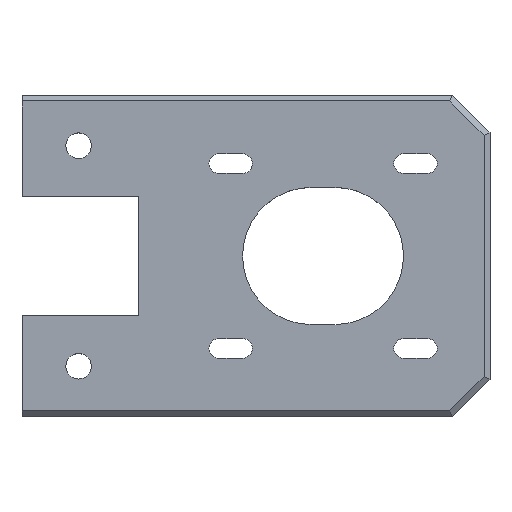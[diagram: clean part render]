
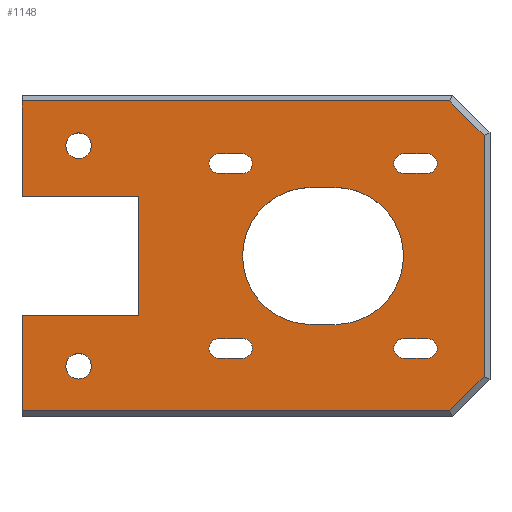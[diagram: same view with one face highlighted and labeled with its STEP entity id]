
A CAD part, top view. The second image highlights one B-rep face of the part: STEP entity #1148.
In plain terms, the highlighted planar face has unit normal (0, 0, 1).
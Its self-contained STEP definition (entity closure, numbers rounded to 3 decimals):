
#46=LINE('',#1627,#175);
#49=LINE('',#1633,#178);
#60=LINE('',#1657,#189);
#63=LINE('',#1663,#192);
#82=LINE('',#1698,#211);
#88=LINE('',#1709,#217);
#92=LINE('',#1721,#221);
#96=LINE('',#1733,#225);
#100=LINE('',#1745,#229);
#104=LINE('',#1757,#233);
#108=LINE('',#1769,#237);
#112=LINE('',#1781,#241);
#116=LINE('',#1793,#245);
#120=LINE('',#1805,#249);
#124=LINE('',#1817,#253);
#141=LINE('',#1857,#270);
#142=LINE('',#1859,#271);
#143=LINE('',#1861,#272);
#144=LINE('',#1863,#273);
#145=LINE('',#1865,#274);
#175=VECTOR('',#1305,1000.);
#178=VECTOR('',#1310,1000.);
#189=VECTOR('',#1327,1000.);
#192=VECTOR('',#1332,1000.);
#211=VECTOR('',#1357,1000.);
#217=VECTOR('',#1367,1000.);
#221=VECTOR('',#1379,1000.);
#225=VECTOR('',#1391,1000.);
#229=VECTOR('',#1403,1000.);
#233=VECTOR('',#1415,1000.);
#237=VECTOR('',#1427,1000.);
#241=VECTOR('',#1439,1000.);
#245=VECTOR('',#1451,1000.);
#249=VECTOR('',#1463,1000.);
#253=VECTOR('',#1475,1000.);
#270=VECTOR('',#1516,1000.);
#271=VECTOR('',#1517,1000.);
#272=VECTOR('',#1518,1000.);
#273=VECTOR('',#1519,1000.);
#274=VECTOR('',#1520,1000.);
#492=ORIENTED_EDGE('',*,*,#741,.F.);
#493=ORIENTED_EDGE('',*,*,#742,.F.);
#494=ORIENTED_EDGE('',*,*,#662,.F.);
#495=ORIENTED_EDGE('',*,*,#743,.T.);
#496=ORIENTED_EDGE('',*,*,#744,.T.);
#497=ORIENTED_EDGE('',*,*,#745,.T.);
#498=ORIENTED_EDGE('',*,*,#746,.T.);
#499=ORIENTED_EDGE('',*,*,#747,.T.);
#500=ORIENTED_EDGE('',*,*,#643,.F.);
#501=ORIENTED_EDGE('',*,*,#640,.F.);
#502=ORIENTED_EDGE('',*,*,#627,.F.);
#503=ORIENTED_EDGE('',*,*,#624,.F.);
#504=ORIENTED_EDGE('',*,*,#713,.F.);
#505=ORIENTED_EDGE('',*,*,#710,.F.);
#506=ORIENTED_EDGE('',*,*,#707,.F.);
#507=ORIENTED_EDGE('',*,*,#704,.F.);
#508=ORIENTED_EDGE('',*,*,#671,.F.);
#509=ORIENTED_EDGE('',*,*,#668,.F.);
#510=ORIENTED_EDGE('',*,*,#677,.F.);
#511=ORIENTED_EDGE('',*,*,#674,.F.);
#512=ORIENTED_EDGE('',*,*,#725,.F.);
#513=ORIENTED_EDGE('',*,*,#722,.F.);
#514=ORIENTED_EDGE('',*,*,#719,.F.);
#515=ORIENTED_EDGE('',*,*,#716,.F.);
#516=ORIENTED_EDGE('',*,*,#689,.F.);
#517=ORIENTED_EDGE('',*,*,#686,.F.);
#518=ORIENTED_EDGE('',*,*,#683,.F.);
#519=ORIENTED_EDGE('',*,*,#680,.F.);
#520=ORIENTED_EDGE('',*,*,#701,.F.);
#521=ORIENTED_EDGE('',*,*,#698,.F.);
#522=ORIENTED_EDGE('',*,*,#695,.F.);
#523=ORIENTED_EDGE('',*,*,#692,.F.);
#624=EDGE_CURVE('',#783,#784,#46,.T.);
#627=EDGE_CURVE('',#784,#786,#49,.T.);
#640=EDGE_CURVE('',#786,#796,#60,.T.);
#643=EDGE_CURVE('',#796,#798,#63,.T.);
#662=EDGE_CURVE('',#810,#783,#82,.T.);
#668=EDGE_CURVE('',#813,#814,#88,.T.);
#671=EDGE_CURVE('',#814,#816,#876,.T.);
#674=EDGE_CURVE('',#816,#818,#92,.T.);
#677=EDGE_CURVE('',#818,#813,#878,.T.);
#680=EDGE_CURVE('',#821,#822,#96,.T.);
#683=EDGE_CURVE('',#822,#824,#880,.T.);
#686=EDGE_CURVE('',#824,#826,#100,.T.);
#689=EDGE_CURVE('',#826,#821,#882,.T.);
#692=EDGE_CURVE('',#829,#830,#104,.T.);
#695=EDGE_CURVE('',#830,#832,#884,.T.);
#698=EDGE_CURVE('',#832,#834,#108,.T.);
#701=EDGE_CURVE('',#834,#829,#886,.T.);
#704=EDGE_CURVE('',#837,#838,#112,.T.);
#707=EDGE_CURVE('',#838,#840,#888,.T.);
#710=EDGE_CURVE('',#840,#842,#116,.T.);
#713=EDGE_CURVE('',#842,#837,#890,.T.);
#716=EDGE_CURVE('',#845,#846,#120,.T.);
#719=EDGE_CURVE('',#846,#848,#892,.T.);
#722=EDGE_CURVE('',#848,#850,#124,.T.);
#725=EDGE_CURVE('',#850,#845,#894,.T.);
#741=EDGE_CURVE('',#859,#859,#895,.T.);
#742=EDGE_CURVE('',#860,#860,#896,.T.);
#743=EDGE_CURVE('',#810,#861,#141,.T.);
#744=EDGE_CURVE('',#861,#862,#142,.T.);
#745=EDGE_CURVE('',#862,#863,#143,.T.);
#746=EDGE_CURVE('',#863,#864,#144,.T.);
#747=EDGE_CURVE('',#864,#798,#145,.T.);
#783=VERTEX_POINT('',#1626);
#784=VERTEX_POINT('',#1628);
#786=VERTEX_POINT('',#1634);
#796=VERTEX_POINT('',#1658);
#798=VERTEX_POINT('',#1664);
#810=VERTEX_POINT('',#1697);
#813=VERTEX_POINT('',#1708);
#814=VERTEX_POINT('',#1710);
#816=VERTEX_POINT('',#1716);
#818=VERTEX_POINT('',#1722);
#821=VERTEX_POINT('',#1732);
#822=VERTEX_POINT('',#1734);
#824=VERTEX_POINT('',#1740);
#826=VERTEX_POINT('',#1746);
#829=VERTEX_POINT('',#1756);
#830=VERTEX_POINT('',#1758);
#832=VERTEX_POINT('',#1764);
#834=VERTEX_POINT('',#1770);
#837=VERTEX_POINT('',#1780);
#838=VERTEX_POINT('',#1782);
#840=VERTEX_POINT('',#1788);
#842=VERTEX_POINT('',#1794);
#845=VERTEX_POINT('',#1804);
#846=VERTEX_POINT('',#1806);
#848=VERTEX_POINT('',#1812);
#850=VERTEX_POINT('',#1818);
#859=VERTEX_POINT('',#1854);
#860=VERTEX_POINT('',#1856);
#861=VERTEX_POINT('',#1858);
#862=VERTEX_POINT('',#1860);
#863=VERTEX_POINT('',#1862);
#864=VERTEX_POINT('',#1864);
#876=CIRCLE('',#1201,1.65);
#878=CIRCLE('',#1205,1.65);
#880=CIRCLE('',#1209,1.65);
#882=CIRCLE('',#1213,1.65);
#884=CIRCLE('',#1217,1.65);
#886=CIRCLE('',#1221,1.65);
#888=CIRCLE('',#1225,1.65);
#890=CIRCLE('',#1229,1.65);
#892=CIRCLE('',#1233,11.5);
#894=CIRCLE('',#1237,11.5);
#895=CIRCLE('',#1245,2.15);
#896=CIRCLE('',#1246,2.15);
#948=EDGE_LOOP('',(#492));
#949=EDGE_LOOP('',(#493));
#950=EDGE_LOOP('',(#494,#495,#496,#497,#498,#499,#500,#501,#502,#503));
#951=EDGE_LOOP('',(#504,#505,#506,#507));
#952=EDGE_LOOP('',(#508,#509,#510,#511));
#953=EDGE_LOOP('',(#512,#513,#514,#515));
#954=EDGE_LOOP('',(#516,#517,#518,#519));
#955=EDGE_LOOP('',(#520,#521,#522,#523));
#1031=FACE_BOUND('',#948,.T.);
#1032=FACE_BOUND('',#949,.T.);
#1033=FACE_BOUND('',#950,.T.);
#1034=FACE_BOUND('',#951,.T.);
#1035=FACE_BOUND('',#952,.T.);
#1036=FACE_BOUND('',#953,.T.);
#1037=FACE_BOUND('',#954,.T.);
#1038=FACE_BOUND('',#955,.T.);
#1095=PLANE('',#1244);
#1148=ADVANCED_FACE('',(#1031,#1032,#1033,#1034,#1035,#1036,#1037,#1038),
#1095,.T.);
#1201=AXIS2_PLACEMENT_3D('',#1715,#1373,#1374);
#1205=AXIS2_PLACEMENT_3D('',#1726,#1385,#1386);
#1209=AXIS2_PLACEMENT_3D('',#1739,#1397,#1398);
#1213=AXIS2_PLACEMENT_3D('',#1750,#1409,#1410);
#1217=AXIS2_PLACEMENT_3D('',#1763,#1421,#1422);
#1221=AXIS2_PLACEMENT_3D('',#1774,#1433,#1434);
#1225=AXIS2_PLACEMENT_3D('',#1787,#1445,#1446);
#1229=AXIS2_PLACEMENT_3D('',#1798,#1457,#1458);
#1233=AXIS2_PLACEMENT_3D('',#1811,#1469,#1470);
#1237=AXIS2_PLACEMENT_3D('',#1822,#1481,#1482);
#1244=AXIS2_PLACEMENT_3D('',#1852,#1510,#1511);
#1245=AXIS2_PLACEMENT_3D('',#1853,#1512,#1513);
#1246=AXIS2_PLACEMENT_3D('',#1855,#1514,#1515);
#1305=DIRECTION('',(1.,0.,0.));
#1310=DIRECTION('',(0.,1.,0.));
#1327=DIRECTION('',(-1.,0.,0.));
#1332=DIRECTION('',(0.,1.,0.));
#1357=DIRECTION('',(0.,1.,0.));
#1367=DIRECTION('',(-1.,0.,0.));
#1373=DIRECTION('',(0.,0.,1.));
#1374=DIRECTION('',(0.,-1.,0.));
#1379=DIRECTION('',(1.,0.,0.));
#1385=DIRECTION('',(0.,0.,1.));
#1386=DIRECTION('',(0.,1.,0.));
#1391=DIRECTION('',(1.,0.,0.));
#1397=DIRECTION('',(0.,0.,1.));
#1398=DIRECTION('',(0.,1.,0.));
#1403=DIRECTION('',(-1.,0.,0.));
#1409=DIRECTION('',(0.,0.,1.));
#1410=DIRECTION('',(0.,-1.,0.));
#1415=DIRECTION('',(1.,0.,0.));
#1421=DIRECTION('',(0.,0.,1.));
#1422=DIRECTION('',(0.,1.,0.));
#1427=DIRECTION('',(-1.,0.,0.));
#1433=DIRECTION('',(0.,0.,1.));
#1434=DIRECTION('',(0.,-1.,0.));
#1439=DIRECTION('',(1.,0.,0.));
#1445=DIRECTION('',(0.,0.,1.));
#1446=DIRECTION('',(0.,1.,0.));
#1451=DIRECTION('',(-1.,0.,0.));
#1457=DIRECTION('',(0.,0.,1.));
#1458=DIRECTION('',(0.,-1.,0.));
#1463=DIRECTION('',(1.,0.,0.));
#1469=DIRECTION('',(0.,0.,1.));
#1470=DIRECTION('',(0.,1.,0.));
#1475=DIRECTION('',(-1.,0.,0.));
#1481=DIRECTION('',(0.,0.,1.));
#1482=DIRECTION('',(0.,-1.,0.));
#1510=DIRECTION('',(0.,0.,1.));
#1511=DIRECTION('',(1.,0.,0.));
#1512=DIRECTION('',(0.,0.,1.));
#1513=DIRECTION('',(0.,-1.,0.));
#1514=DIRECTION('',(0.,0.,1.));
#1515=DIRECTION('',(0.,-1.,0.));
#1516=DIRECTION('',(1.,0.,0.));
#1517=DIRECTION('',(0.707,0.707,0.));
#1518=DIRECTION('',(0.,1.,0.));
#1519=DIRECTION('',(-0.707,0.707,0.));
#1520=DIRECTION('',(-1.,0.,0.));
#1626=CARTESIAN_POINT('',(-9.5,-10.,-384.));
#1627=CARTESIAN_POINT('',(-9.5,-10.,-384.));
#1628=CARTESIAN_POINT('',(10.,-10.,-384.));
#1633=CARTESIAN_POINT('',(10.,-10.,-384.));
#1634=CARTESIAN_POINT('',(10.,10.,-384.));
#1657=CARTESIAN_POINT('',(10.,10.,-384.));
#1658=CARTESIAN_POINT('',(-9.5,10.,-384.));
#1663=CARTESIAN_POINT('',(-9.5,10.,-384.));
#1664=CARTESIAN_POINT('',(-9.5,26.,-384.));
#1697=CARTESIAN_POINT('',(-9.5,-26.,-384.));
#1698=CARTESIAN_POINT('',(-9.5,-27.,-384.));
#1708=CARTESIAN_POINT('',(58.5,-13.85,-384.));
#1709=CARTESIAN_POINT('',(58.5,-13.85,-384.));
#1710=CARTESIAN_POINT('',(54.5,-13.85,-384.));
#1715=CARTESIAN_POINT('',(54.5,-15.5,-384.));
#1716=CARTESIAN_POINT('',(54.5,-17.15,-384.));
#1721=CARTESIAN_POINT('',(54.5,-17.15,-384.));
#1722=CARTESIAN_POINT('',(58.5,-17.15,-384.));
#1726=CARTESIAN_POINT('',(58.5,-15.5,-384.));
#1732=CARTESIAN_POINT('',(23.5,13.85,-384.));
#1733=CARTESIAN_POINT('',(23.5,13.85,-384.));
#1734=CARTESIAN_POINT('',(27.5,13.85,-384.));
#1739=CARTESIAN_POINT('',(27.5,15.5,-384.));
#1740=CARTESIAN_POINT('',(27.5,17.15,-384.));
#1745=CARTESIAN_POINT('',(27.5,17.15,-384.));
#1746=CARTESIAN_POINT('',(23.5,17.15,-384.));
#1750=CARTESIAN_POINT('',(23.5,15.5,-384.));
#1756=CARTESIAN_POINT('',(23.5,-17.15,-384.));
#1757=CARTESIAN_POINT('',(23.5,-17.15,-384.));
#1758=CARTESIAN_POINT('',(27.5,-17.15,-384.));
#1763=CARTESIAN_POINT('',(27.5,-15.5,-384.));
#1764=CARTESIAN_POINT('',(27.5,-13.85,-384.));
#1769=CARTESIAN_POINT('',(27.5,-13.85,-384.));
#1770=CARTESIAN_POINT('',(23.5,-13.85,-384.));
#1774=CARTESIAN_POINT('',(23.5,-15.5,-384.));
#1780=CARTESIAN_POINT('',(54.5,13.85,-384.));
#1781=CARTESIAN_POINT('',(54.5,13.85,-384.));
#1782=CARTESIAN_POINT('',(58.5,13.85,-384.));
#1787=CARTESIAN_POINT('',(58.5,15.5,-384.));
#1788=CARTESIAN_POINT('',(58.5,17.15,-384.));
#1793=CARTESIAN_POINT('',(58.5,17.15,-384.));
#1794=CARTESIAN_POINT('',(54.5,17.15,-384.));
#1798=CARTESIAN_POINT('',(54.5,15.5,-384.));
#1804=CARTESIAN_POINT('',(39.,-11.5,-384.));
#1805=CARTESIAN_POINT('',(39.,-11.5,-384.));
#1806=CARTESIAN_POINT('',(43.,-11.5,-384.));
#1811=CARTESIAN_POINT('',(43.,0.,-384.));
#1812=CARTESIAN_POINT('',(43.,11.5,-384.));
#1817=CARTESIAN_POINT('',(43.,11.5,-384.));
#1818=CARTESIAN_POINT('',(39.,11.5,-384.));
#1822=CARTESIAN_POINT('',(39.,0.,-384.));
#1852=CARTESIAN_POINT('',(54.5,15.5,-384.));
#1853=CARTESIAN_POINT('',(0.,18.5,-384.));
#1854=CARTESIAN_POINT('',(0.,16.35,-384.));
#1855=CARTESIAN_POINT('',(0.,-18.5,-384.));
#1856=CARTESIAN_POINT('',(0.,-20.65,-384.));
#1857=CARTESIAN_POINT('',(54.5,-26.,-384.));
#1858=CARTESIAN_POINT('',(62.243,-26.,-384.));
#1859=CARTESIAN_POINT('',(79.121,-9.121,-384.));
#1860=CARTESIAN_POINT('',(68.,-20.243,-384.));
#1861=CARTESIAN_POINT('',(68.,15.5,-384.));
#1862=CARTESIAN_POINT('',(68.,20.243,-384.));
#1863=CARTESIAN_POINT('',(63.621,24.621,-384.));
#1864=CARTESIAN_POINT('',(62.243,26.,-384.));
#1865=CARTESIAN_POINT('',(54.5,26.,-384.));
